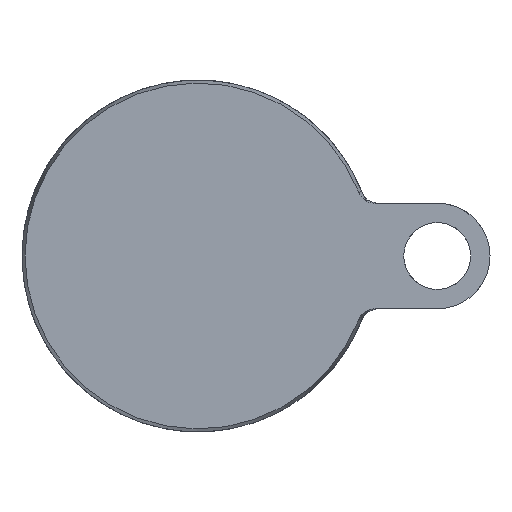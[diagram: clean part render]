
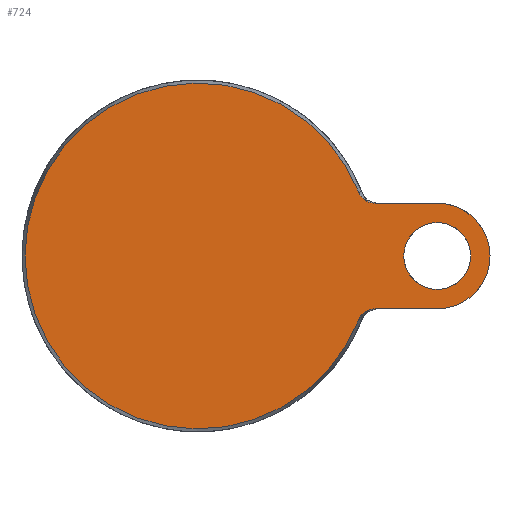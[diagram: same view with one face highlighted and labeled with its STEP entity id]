
A CAD part, front view. The second image highlights one B-rep face of the part: STEP entity #724.
In plain terms, the highlighted planar face has unit normal (0, -1, 0).
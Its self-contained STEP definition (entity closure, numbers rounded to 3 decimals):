
#14 = VECTOR ( 'NONE', #223, 1000. ) ;
#27 = CARTESIAN_POINT ( 'NONE',  ( 49.862, 0., -15.019 ) ) ;
#33 = PLANE ( 'NONE',  #378 ) ;
#38 = ORIENTED_EDGE ( 'NONE', *, *, #728, .T. ) ;
#47 = FACE_OUTER_BOUND ( 'NONE', #410, .T. ) ;
#61 = VERTEX_POINT ( 'NONE', #492 ) ;
#97 = DIRECTION ( 'NONE',  ( 0., -1., 0. ) ) ;
#106 = CARTESIAN_POINT ( 'NONE',  ( 49.363, 0., -15.093 ) ) ;
#109 = EDGE_CURVE ( 'NONE', #996, #1055, #1073, .T. ) ;
#127 = AXIS2_PLACEMENT_3D ( 'NONE', #751, #331, #153 ) ;
#138 = CARTESIAN_POINT ( 'NONE',  ( 45.848, 0., 17.699 ) ) ;
#144 = CARTESIAN_POINT ( 'NONE',  ( 47.122, 0., 16.157 ) ) ;
#153 = DIRECTION ( 'NONE',  ( 0., 0., -1. ) ) ;
#171 = CARTESIAN_POINT ( 'NONE',  ( 68., 0., 0. ) ) ;
#187 = DIRECTION ( 'NONE',  ( 0., 0., -1. ) ) ;
#214 = CARTESIAN_POINT ( 'NONE',  ( 45.66, 0., -18.169 ) ) ;
#217 = AXIS2_PLACEMENT_3D ( 'NONE', #632, #97, #187 ) ;
#223 = DIRECTION ( 'NONE',  ( 1., 0., 0. ) ) ;
#240 = CARTESIAN_POINT ( 'NONE',  ( 47.955, 0., 15.598 ) ) ;
#278 = LINE ( 'NONE', #546, #1096 ) ;
#281 = CARTESIAN_POINT ( 'NONE',  ( 50.366, 0., -15. ) ) ;
#283 = ORIENTED_EDGE ( 'NONE', *, *, #109, .F. ) ;
#287 = CARTESIAN_POINT ( 'NONE',  ( 46.575, 0., -16.681 ) ) ;
#288 = CIRCLE ( 'NONE', #217, 49.143 ) ;
#289 = EDGE_CURVE ( 'NONE', #413, #937, #278, .T. ) ;
#294 = B_SPLINE_CURVE_WITH_KNOTS ( 'NONE', 3,
 ( #744, #653, #648, #287, #830, #389, #722, #372, #304, #459, #660, #813, #106, #27, #1053, #281 ),
 .UNSPECIFIED., .F., .F.,
 ( 4, 2, 2, 2, 2, 2, 2, 4 ),
 ( 0., 0.001, 0.002, 0.003, 0.004, 0.004, 0.005, 0.006 ),
 .UNSPECIFIED. ) ;
#296 = CARTESIAN_POINT ( 'NONE',  ( 68., 0., -15. ) ) ;
#299 = DIRECTION ( 'NONE',  ( 0., 0., 1. ) ) ;
#304 = CARTESIAN_POINT ( 'NONE',  ( 47.952, 0., -15.6 ) ) ;
#325 = ORIENTED_EDGE ( 'NONE', *, *, #807, .T. ) ;
#331 = DIRECTION ( 'NONE',  ( 0., 1., 0. ) ) ;
#343 = CARTESIAN_POINT ( 'NONE',  ( 50.366, 0., 15. ) ) ;
#347 = EDGE_LOOP ( 'NONE', ( #1093 ) ) ;
#361 = DIRECTION ( 'NONE',  ( 0., 0., 1. ) ) ;
#367 = FACE_BOUND ( 'NONE', #347, .T. ) ;
#370 = CARTESIAN_POINT ( 'NONE',  ( 68., 0., 15. ) ) ;
#371 = ORIENTED_EDGE ( 'NONE', *, *, #558, .T. ) ;
#372 = CARTESIAN_POINT ( 'NONE',  ( 47.73, 0., -15.726 ) ) ;
#378 = AXIS2_PLACEMENT_3D ( 'NONE', #910, #465, #299 ) ;
#389 = CARTESIAN_POINT ( 'NONE',  ( 47.118, 0., -16.16 ) ) ;
#404 = CARTESIAN_POINT ( 'NONE',  ( 45.66, 0., 18.169 ) ) ;
#410 = EDGE_LOOP ( 'NONE', ( #283, #325, #371, #38, #914, #1085 ) ) ;
#411 = CARTESIAN_POINT ( 'NONE',  ( 46.58, 0., 16.677 ) ) ;
#413 = VERTEX_POINT ( 'NONE', #296 ) ;
#459 = CARTESIAN_POINT ( 'NONE',  ( 48.405, 0., -15.385 ) ) ;
#465 = DIRECTION ( 'NONE',  ( 0., 1., 0. ) ) ;
#467 = DIRECTION ( 'NONE',  ( -1., 0., 0. ) ) ;
#488 = CARTESIAN_POINT ( 'NONE',  ( 49.366, 0., 15.074 ) ) ;
#492 = CARTESIAN_POINT ( 'NONE',  ( 68., 0., 9.5 ) ) ;
#501 = CARTESIAN_POINT ( 'NONE',  ( 48.407, 0., 15.384 ) ) ;
#507 = CARTESIAN_POINT ( 'NONE',  ( 46.751, 0., 16.495 ) ) ;
#546 = CARTESIAN_POINT ( 'NONE',  ( 15., 0., -15. ) ) ;
#558 = EDGE_CURVE ( 'NONE', #737, #1047, #288, .T. ) ;
#572 = CARTESIAN_POINT ( 'NONE',  ( 15., 0., 15. ) ) ;
#620 = CIRCLE ( 'NONE', #127, 15. ) ;
#632 = CARTESIAN_POINT ( 'NONE',  ( 0., 0., 0. ) ) ;
#648 = CARTESIAN_POINT ( 'NONE',  ( 46.1, 0., -17.269 ) ) ;
#653 = CARTESIAN_POINT ( 'NONE',  ( 45.848, 0., -17.699 ) ) ;
#660 = CARTESIAN_POINT ( 'NONE',  ( 48.637, 0., -15.295 ) ) ;
#665 = CARTESIAN_POINT ( 'NONE',  ( 47.738, 0., 15.721 ) ) ;
#670 = CARTESIAN_POINT ( 'NONE',  ( 48.644, 0., 15.292 ) ) ;
#709 = CARTESIAN_POINT ( 'NONE',  ( 50.366, 0., -15. ) ) ;
#713 = CIRCLE ( 'NONE', #855, 9.5 ) ;
#722 = CARTESIAN_POINT ( 'NONE',  ( 47.314, 0., -16.005 ) ) ;
#724 = ADVANCED_FACE ( 'NONE', ( #47, #367 ), #33, .F. ) ;
#728 = EDGE_CURVE ( 'NONE', #1047, #937, #294, .T. ) ;
#737 = VERTEX_POINT ( 'NONE', #915 ) ;
#744 = CARTESIAN_POINT ( 'NONE',  ( 45.66, 0., -18.169 ) ) ;
#751 = CARTESIAN_POINT ( 'NONE',  ( 68., 0., 0. ) ) ;
#807 = EDGE_CURVE ( 'NONE', #996, #737, #846, .T. ) ;
#813 = CARTESIAN_POINT ( 'NONE',  ( 49.116, 0., -15.149 ) ) ;
#816 = EDGE_CURVE ( 'NONE', #1055, #413, #620, .T. ) ;
#830 = CARTESIAN_POINT ( 'NONE',  ( 46.749, 0., -16.497 ) ) ;
#846 = B_SPLINE_CURVE_WITH_KNOTS ( 'NONE', 3,
 ( #1101, #1014, #488, #670, #501, #240, #665, #938, #144, #507, #411, #1094, #138, #404 ),
 .UNSPECIFIED., .F., .F.,
 ( 4, 2, 2, 2, 2, 2, 4 ),
 ( 0., 0.001, 0.002, 0.003, 0.004, 0.004, 0.006 ),
 .UNSPECIFIED. ) ;
#855 = AXIS2_PLACEMENT_3D ( 'NONE', #171, #877, #361 ) ;
#877 = DIRECTION ( 'NONE',  ( 0., 1., 0. ) ) ;
#910 = CARTESIAN_POINT ( 'NONE',  ( -49.143, 0., 0. ) ) ;
#914 = ORIENTED_EDGE ( 'NONE', *, *, #289, .F. ) ;
#915 = CARTESIAN_POINT ( 'NONE',  ( 45.66, 0., 18.169 ) ) ;
#916 = EDGE_CURVE ( 'NONE', #61, #61, #713, .T. ) ;
#937 = VERTEX_POINT ( 'NONE', #709 ) ;
#938 = CARTESIAN_POINT ( 'NONE',  ( 47.322, 0., 16. ) ) ;
#996 = VERTEX_POINT ( 'NONE', #343 ) ;
#1014 = CARTESIAN_POINT ( 'NONE',  ( 49.86, 0., 15. ) ) ;
#1047 = VERTEX_POINT ( 'NONE', #214 ) ;
#1053 = CARTESIAN_POINT ( 'NONE',  ( 50.113, 0., -15. ) ) ;
#1055 = VERTEX_POINT ( 'NONE', #370 ) ;
#1073 = LINE ( 'NONE', #572, #14 ) ;
#1085 = ORIENTED_EDGE ( 'NONE', *, *, #816, .F. ) ;
#1093 = ORIENTED_EDGE ( 'NONE', *, *, #916, .T. ) ;
#1094 = CARTESIAN_POINT ( 'NONE',  ( 46.108, 0., 17.258 ) ) ;
#1096 = VECTOR ( 'NONE', #467, 1000. ) ;
#1101 = CARTESIAN_POINT ( 'NONE',  ( 50.366, 0., 15. ) ) ;
